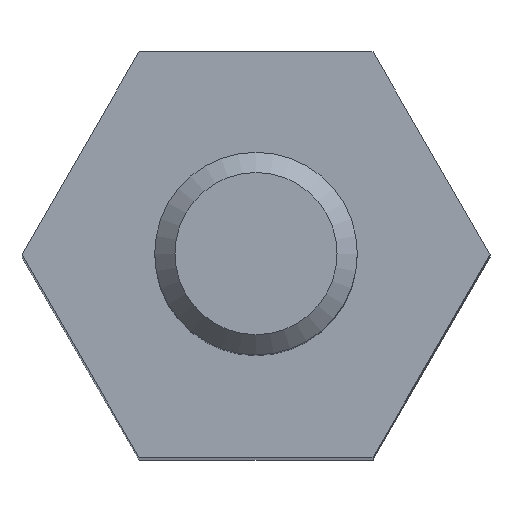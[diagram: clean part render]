
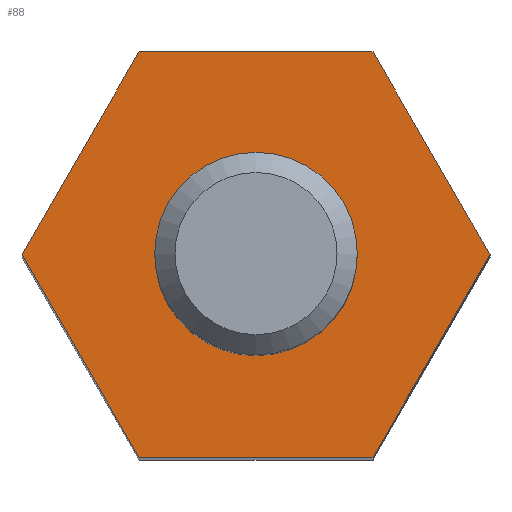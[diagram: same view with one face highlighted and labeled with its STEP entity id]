
A CAD part, top view. The second image highlights one B-rep face of the part: STEP entity #88.
In plain terms, the highlighted planar face has unit normal (0, 0, 1).
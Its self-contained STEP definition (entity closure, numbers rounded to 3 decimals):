
#88 = ADVANCED_FACE( '', ( #185, #186 ), #187, .T. );
#185 = FACE_BOUND( '', #283, .T. );
#186 = FACE_OUTER_BOUND( '', #284, .T. );
#187 = PLANE( '', #285 );
#283 = EDGE_LOOP( '', ( #448 ) );
#284 = EDGE_LOOP( '', ( #449, #450, #451, #452, #453, #454 ) );
#285 = AXIS2_PLACEMENT_3D( '', #455, #456, #457 );
#448 = ORIENTED_EDGE( '', *, *, #499, .T. );
#449 = ORIENTED_EDGE( '', *, *, #534, .T. );
#450 = ORIENTED_EDGE( '', *, *, #546, .T. );
#451 = ORIENTED_EDGE( '', *, *, #551, .T. );
#452 = ORIENTED_EDGE( '', *, *, #557, .T. );
#453 = ORIENTED_EDGE( '', *, *, #515, .T. );
#454 = ORIENTED_EDGE( '', *, *, #529, .T. );
#455 = CARTESIAN_POINT( '', ( 0., 0., 0. ) );
#456 = DIRECTION( '', ( 0., 0., 1. ) );
#457 = DIRECTION( '', ( 1., 0., 0. ) );
#499 = EDGE_CURVE( '', #569, #569, #570, .F. );
#515 = EDGE_CURVE( '', #590, #596, #598, .T. );
#529 = EDGE_CURVE( '', #596, #616, #618, .T. );
#534 = EDGE_CURVE( '', #616, #624, #626, .T. );
#546 = EDGE_CURVE( '', #624, #639, #641, .T. );
#551 = EDGE_CURVE( '', #639, #646, #648, .T. );
#557 = EDGE_CURVE( '', #646, #590, #654, .T. );
#569 = VERTEX_POINT( '', #667 );
#570 = CIRCLE( '', #668, 1.3 );
#590 = VERTEX_POINT( '', #690 );
#596 = VERTEX_POINT( '', #699 );
#598 = LINE( '', #702, #703 );
#616 = VERTEX_POINT( '', #725 );
#618 = LINE( '', #728, #729 );
#624 = VERTEX_POINT( '', #737 );
#626 = LINE( '', #740, #741 );
#639 = VERTEX_POINT( '', #755 );
#641 = LINE( '', #758, #759 );
#646 = VERTEX_POINT( '', #764 );
#648 = LINE( '', #767, #768 );
#654 = LINE( '', #774, #775 );
#667 = CARTESIAN_POINT( '', ( 1.3, 0., 0. ) );
#668 = AXIS2_PLACEMENT_3D( '', #789, #790, #791 );
#690 = CARTESIAN_POINT( '', ( -1.732, 3., 0. ) );
#699 = CARTESIAN_POINT( '', ( -3.464, 0., 0. ) );
#702 = CARTESIAN_POINT( '', ( -1.732, 3., 0. ) );
#703 = VECTOR( '', #813, 1000. );
#725 = CARTESIAN_POINT( '', ( -1.732, -3., 0. ) );
#728 = CARTESIAN_POINT( '', ( -3.464, 0., 0. ) );
#729 = VECTOR( '', #828, 1000. );
#737 = CARTESIAN_POINT( '', ( 1.732, -3., 0. ) );
#740 = CARTESIAN_POINT( '', ( -1.732, -3., 0. ) );
#741 = VECTOR( '', #832, 1000. );
#755 = CARTESIAN_POINT( '', ( 3.464, 0., 0. ) );
#758 = CARTESIAN_POINT( '', ( 1.732, -3., 0. ) );
#759 = VECTOR( '', #847, 1000. );
#764 = CARTESIAN_POINT( '', ( 1.732, 3., 0. ) );
#767 = CARTESIAN_POINT( '', ( 3.464, 0., 0. ) );
#768 = VECTOR( '', #852, 1000. );
#774 = CARTESIAN_POINT( '', ( 1.732, 3., 0. ) );
#775 = VECTOR( '', #859, 1000. );
#789 = CARTESIAN_POINT( '', ( 0., 0., 0. ) );
#790 = DIRECTION( '', ( 0., 0., 1. ) );
#791 = DIRECTION( '', ( 1., 0., 0. ) );
#813 = DIRECTION( '', ( -0.5, -0.866, 0. ) );
#828 = DIRECTION( '', ( 0.5, -0.866, 0. ) );
#832 = DIRECTION( '', ( 1., 0., 0. ) );
#847 = DIRECTION( '', ( 0.5, 0.866, 0. ) );
#852 = DIRECTION( '', ( -0.5, 0.866, 0. ) );
#859 = DIRECTION( '', ( -1., 0., 0. ) );
